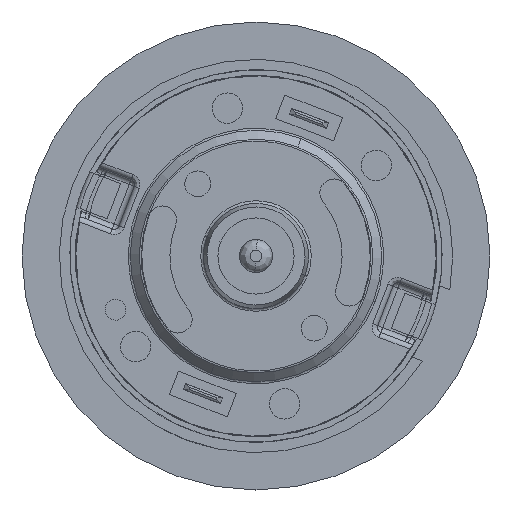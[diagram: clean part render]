
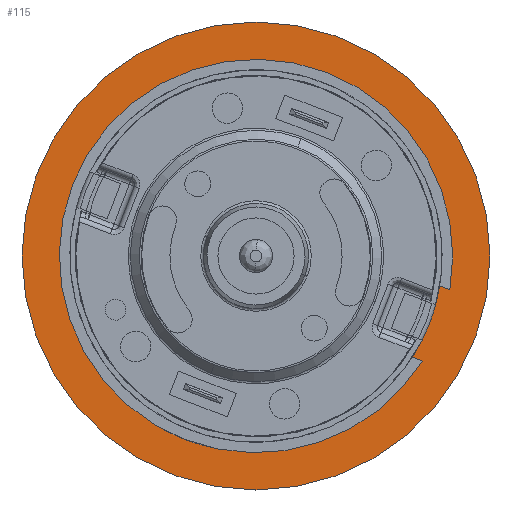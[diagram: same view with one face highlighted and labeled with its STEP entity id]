
A CAD part, left-side view. The second image highlights one B-rep face of the part: STEP entity #115.
In plain terms, the highlighted planar face has unit normal (-1, 0, 0).
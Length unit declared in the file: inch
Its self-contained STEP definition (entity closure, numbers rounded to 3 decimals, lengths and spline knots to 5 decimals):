
#115 = ADVANCED_FACE ( 'NONE', ( #10225 ), #13471, .F. ) ;
#6291 = CIRCLE ( 'NONE', #7633, 0.88583 ) ;
#7539 = VERTEX_POINT ( 'NONE', #12002 ) ;
#7552 = EDGE_CURVE ( 'NONE', #15858, #7539, #18447, .T. ) ;
#7633 = AXIS2_PLACEMENT_3D ( 'NONE', #8189, #22348, #10269 ) ;
#7817 = CARTESIAN_POINT ( 'NONE',  ( 0., 0., 0.88583 ) ) ;
#8131 = AXIS2_PLACEMENT_3D ( 'NONE', #12818, #12756, #12674 ) ;
#8189 = CARTESIAN_POINT ( 'NONE',  ( 0., 0., 0. ) ) ;
#8336 = EDGE_LOOP ( 'NONE', ( #15305, #11463 ) ) ;
#10009 = DIRECTION ( 'NONE',  ( 1., 0., 0. ) ) ;
#10225 = FACE_OUTER_BOUND ( 'NONE', #8336, .T. ) ;
#10269 = DIRECTION ( 'NONE',  ( 0., 0., 1. ) ) ;
#11463 = ORIENTED_EDGE ( 'NONE', *, *, #11944, .F. ) ;
#11944 = EDGE_CURVE ( 'NONE', #7539, #15858, #6291, .T. ) ;
#12002 = CARTESIAN_POINT ( 'NONE',  ( 0., 0., -0.88583 ) ) ;
#12674 = DIRECTION ( 'NONE',  ( 0., 0., -1. ) ) ;
#12756 = DIRECTION ( 'NONE',  ( 1., 0., 0. ) ) ;
#12818 = CARTESIAN_POINT ( 'NONE',  ( 0., 0., 0. ) ) ;
#13471 = PLANE ( 'NONE',  #8131 ) ;
#15305 = ORIENTED_EDGE ( 'NONE', *, *, #7552, .F. ) ;
#15858 = VERTEX_POINT ( 'NONE', #7817 ) ;
#18447 = CIRCLE ( 'NONE', #24181, 0.88583 ) ;
#22087 = CARTESIAN_POINT ( 'NONE',  ( 0., 0., 0. ) ) ;
#22348 = DIRECTION ( 'NONE',  ( 1., 0., 0. ) ) ;
#24112 = DIRECTION ( 'NONE',  ( 0., 0., 1. ) ) ;
#24181 = AXIS2_PLACEMENT_3D ( 'NONE', #22087, #10009, #24112 ) ;
